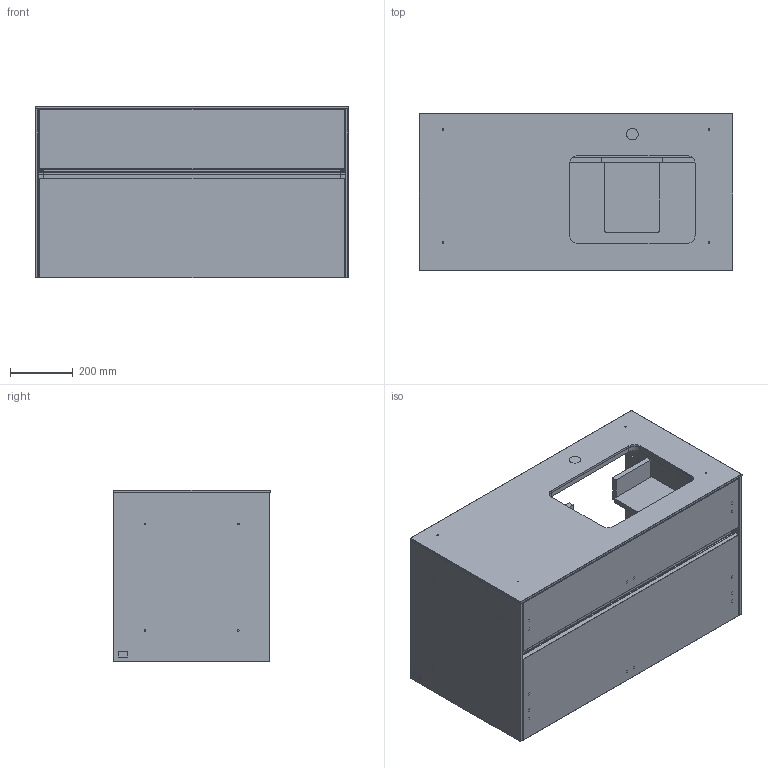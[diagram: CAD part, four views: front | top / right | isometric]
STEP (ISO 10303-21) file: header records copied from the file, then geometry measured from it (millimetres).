
FILE_DESCRIPTION((' '),'2;1');
FILE_NAME('C11100.stp','2022-09-22T07:47:39',(' '),(' '),' ','ACIS',' ');
FILE_SCHEMA(('CONFIG_CONTROL_DESIGN'));
Length unit declared in the file: millimetre
Products named in the file (19): C11100.stp; Körper1; Körper2; Körper3; Körper4; Körper5; Körper6; Körper7; Körper8; Körper9; Körper10; Körper11; Körper12; Körper13; Körper14; Körper15; Körper16; Körper17; Körper18
Assembly tree (18 placements, depth 2):
  C11100.stp
    Körper1
    Körper2
    Körper3
    Körper4
    Körper5
    Körper6
    Körper7
    Körper8
    Körper9
    Körper10
    Körper11
    Körper12
    Körper13
    Körper14
    Körper15
    Körper16
    Körper17
    Körper18
Bounding box: 1000 x 500 x 548 mm (x, y, z)
Volume: 49386268.8 mm3; surface area: 7920584.8 mm2
Topology: 18 solids, 18 shells, 698 faces, 1463 edges, 958 vertices
Faces by surface type: plane 448, cylinder 246, sphere 4
Full cylindrical faces by diameter (mm): 3 x44, 5 x31, 6.5 x8, 8 x40, 8.02 x32, 10 x18
Entity records: 20220 total; most frequent: DIRECTION 3216, CARTESIAN_POINT 2915, ORIENTED_EDGE 2508, EDGE_CURVE 1254, AXIS2_PLACEMENT_3D 1227, EDGE_LOOP 1064, VERTEX_POINT 926, VECTOR 762
